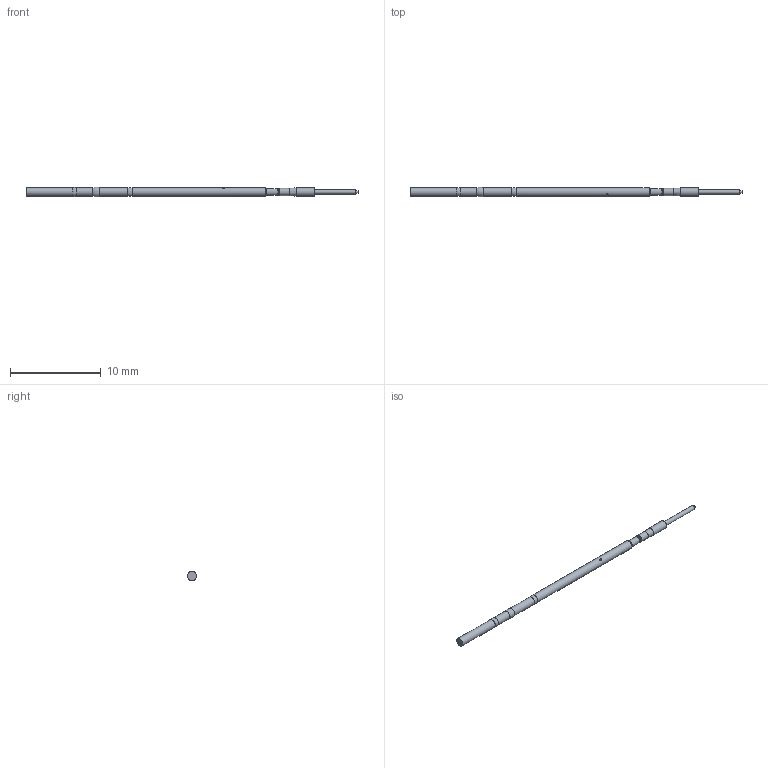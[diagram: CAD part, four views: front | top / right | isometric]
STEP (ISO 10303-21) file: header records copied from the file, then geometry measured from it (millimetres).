
FILE_DESCRIPTION (( 'STEP AP214' ), '1' );
FILE_NAME ('050-STB255C.STEP', '2023-12-22T13:43:26', ( '' ), ( '' ), 'SwSTEP 2.0', 'SolidWorks 2023', '' );
FILE_SCHEMA (( 'AUTOMOTIVE_DESIGN' ));
Length unit declared in the file: inch
Products named in the file (1): 050-STB255C
Bounding box: 36.61 x 1.04 x 1.05 mm (x, y, z)
Volume: 22.9 mm3; surface area: 102.6 mm2
Topology: 1 solids, 1 shells, 30 faces, 56 edges, 34 vertices
Faces by surface type: cylinder 9, plane 8, cone 8, torus 5
Full cylindrical faces by diameter (mm): 0.254 x1, 0.495 x1, 0.77 x1, 0.8 x1, 0.914 x1, 0.952 x4
Entity records: 783 total; most frequent: CARTESIAN_POINT 260, DIRECTION 114, ORIENTED_EDGE 58, EDGE_LOOP 58, AXIS2_PLACEMENT_3D 57, FACE_OUTER_BOUND 44, ADVANCED_FACE 30, EDGE_CURVE 29
